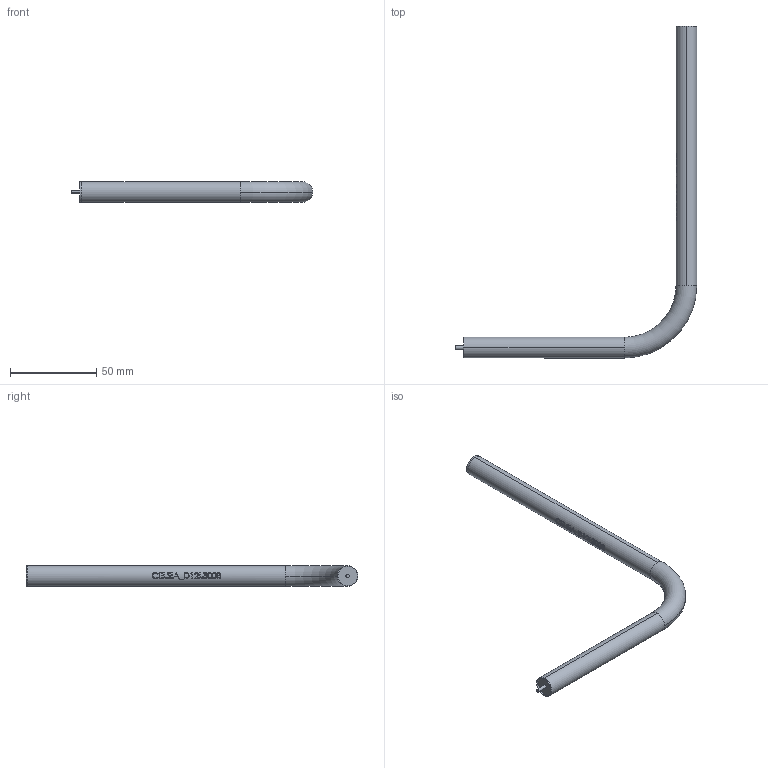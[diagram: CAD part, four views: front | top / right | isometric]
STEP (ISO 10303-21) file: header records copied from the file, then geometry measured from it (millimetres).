
FILE_DESCRIPTION (( 'STEP AP214' ), '1' );
FILE_NAME ('CELSIA_D12L300B.STEP', '2025-11-14T10:36:15', ( '' ), ( '' ), 'SwSTEP 2.0', 'SolidWorks 2023', '' );
FILE_SCHEMA (( 'AUTOMOTIVE_DESIGN' ));
Length unit declared in the file: millimetre
Products named in the file (1): CELSIA_D12L300B
Bounding box: 139.99 x 192.46 x 12 mm (x, y, z)
Volume: 33747.5 mm3; surface area: 11665 mm2
Topology: 1 solids, 1 shells, 193 faces, 501 edges, 334 vertices
Faces by surface type: bspline 91, plane 69, cylinder 31, torus 2
Entity records: 20407 total; most frequent: CARTESIAN_POINT 16413, ORIENTED_EDGE 1002, EDGE_CURVE 501, DIRECTION 494, VERTEX_POINT 334, B_SPLINE_CURVE_WITH_KNOTS 289, EDGE_LOOP 217, ADVANCED_FACE 193
